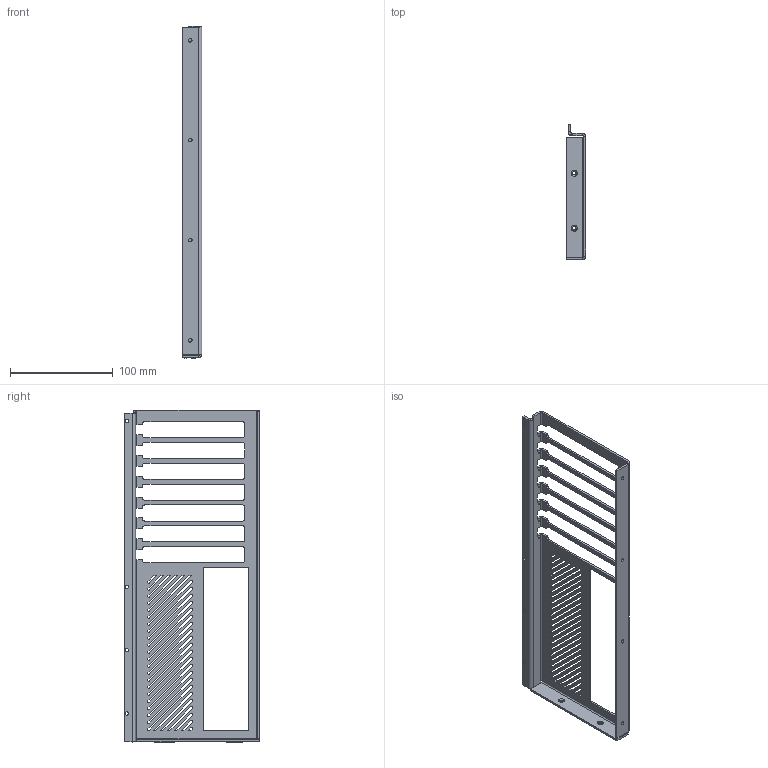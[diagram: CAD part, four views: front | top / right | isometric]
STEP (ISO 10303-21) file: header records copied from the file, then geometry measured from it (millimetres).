
FILE_DESCRIPTION(/* description */ (''),/* implementation_level */ '2;1');
FILE_NAME(/* name */ 'PCIe_Bracket.step',/* time_stamp */ '2024-11-18T04:59:24-07:00',/* author */ (''),/* organization */ (''),/* preprocessor_version */ 'ST-DEVELOPER v20',/* originating_system */ 'Autodesk Translation Framework v13.20.0.188',/* authorisation */ '');
FILE_SCHEMA (('AUTOMOTIVE_DESIGN { 1 0 10303 214 3 1 1 }'));
Length unit declared in the file: inch
Products named in the file (1): Rear IO Reccessed Copy (1)
Bounding box: 19.05 x 132.08 x 323.85 mm (x, y, z)
Volume: 65274.7 mm3; surface area: 76645.2 mm2
Topology: 1 solids, 1 shells, 303 faces, 911 edges, 596 vertices
Faces by surface type: plane 160, cylinder 140, cone 2, bspline 1
Full cylindrical faces by diameter (mm): 1 x7, 3.302 x4, 3.454 x6
Entity records: 10513 total; most frequent: CARTESIAN_POINT 1842, ORIENTED_EDGE 1822, DIRECTION 1795, EDGE_CURVE 911, LINE 629, VECTOR 629, VERTEX_POINT 596, AXIS2_PLACEMENT_3D 583
